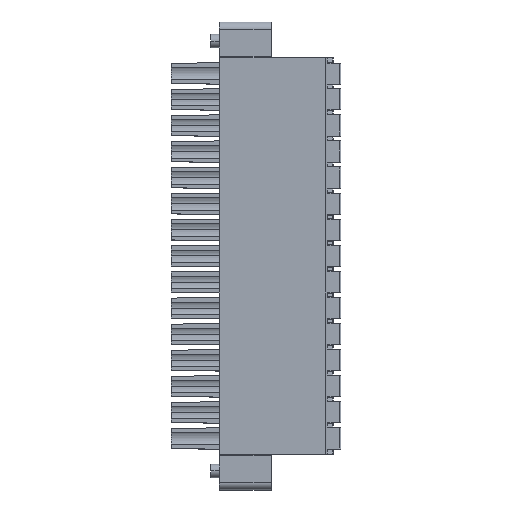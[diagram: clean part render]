
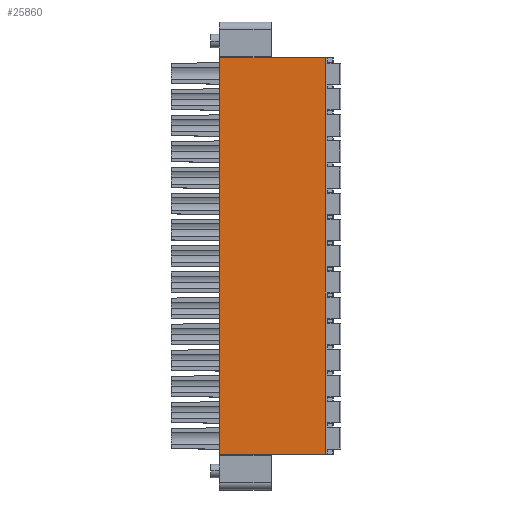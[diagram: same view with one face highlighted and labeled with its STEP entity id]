
A CAD part, top view. The second image highlights one B-rep face of the part: STEP entity #25860.
In plain terms, the highlighted planar face has unit normal (0, 0, 1).
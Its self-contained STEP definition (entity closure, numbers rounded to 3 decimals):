
#7988=DIRECTION('',(0.,1.,0.));
#7989=VECTOR('',#7988,53.2);
#7990=CARTESIAN_POINT('',(-6.625,-35.645,23.4));
#7991=LINE('',#7990,#7989);
#7992=DIRECTION('',(0.,-1.,0.));
#7993=VECTOR('',#7992,53.2);
#7994=CARTESIAN_POINT('',(7.575,17.555,23.4));
#7995=LINE('',#7994,#7993);
#7996=DIRECTION('',(-1.,0.,0.));
#7997=VECTOR('',#7996,6.95);
#7998=CARTESIAN_POINT('',(0.325,17.555,23.4));
#7999=LINE('',#7998,#7997);
#8080=DIRECTION('',(-1.,0.,0.));
#8081=VECTOR('',#8080,7.25);
#8082=CARTESIAN_POINT('',(7.575,17.555,23.4));
#8083=LINE('',#8082,#8081);
#8366=DIRECTION('',(1.,0.,0.));
#8367=VECTOR('',#8366,7.25);
#8368=CARTESIAN_POINT('',(0.325,-35.645,23.4));
#8369=LINE('',#8368,#8367);
#9443=DIRECTION('',(1.,0.,0.));
#9444=VECTOR('',#9443,6.95);
#9445=CARTESIAN_POINT('',(-6.625,-35.645,23.4));
#9446=LINE('',#9445,#9444);
#11751=CARTESIAN_POINT('',(-6.625,-35.645,23.4));
#11753=VERTEX_POINT('',#11751);
#11920=CARTESIAN_POINT('',(7.575,-35.645,23.4));
#11921=VERTEX_POINT('',#11920);
#11922=CARTESIAN_POINT('',(0.325,-35.645,23.4));
#11923=VERTEX_POINT('',#11922);
#14735=CARTESIAN_POINT('',(-6.625,17.555,23.4));
#14736=VERTEX_POINT('',#14735);
#14816=CARTESIAN_POINT('',(7.575,17.555,23.4));
#14817=VERTEX_POINT('',#14816);
#14818=CARTESIAN_POINT('',(0.325,17.555,23.4));
#14819=VERTEX_POINT('',#14818);
#25843=CARTESIAN_POINT('',(4.299,13.355,23.4));
#25844=DIRECTION('',(0.,0.,1.));
#25845=DIRECTION('',(-1.,0.,0.));
#25846=AXIS2_PLACEMENT_3D('',#25843,#25844,#25845);
#25847=PLANE('',#25846);
#25848=ORIENTED_EDGE('',*,*,#15044,.T.);
#25850=ORIENTED_EDGE('',*,*,#25849,.F.);
#25852=ORIENTED_EDGE('',*,*,#25851,.F.);
#25853=ORIENTED_EDGE('',*,*,#25833,.T.);
#25855=ORIENTED_EDGE('',*,*,#25854,.F.);
#25857=ORIENTED_EDGE('',*,*,#25856,.F.);
#25858=EDGE_LOOP('',(#25848,#25850,#25852,#25853,#25855,#25857));
#25859=FACE_OUTER_BOUND('',#25858,.F.);
#15044=EDGE_CURVE('',#11753,#14736,#7991,.T.);
#25833=EDGE_CURVE('',#14817,#11921,#7995,.T.);
#25849=EDGE_CURVE('',#14819,#14736,#7999,.T.);
#25851=EDGE_CURVE('',#14817,#14819,#8083,.T.);
#25854=EDGE_CURVE('',#11923,#11921,#8369,.T.);
#25856=EDGE_CURVE('',#11753,#11923,#9446,.T.);
#25860=ADVANCED_FACE('',(#25859),#25847,.T.);
